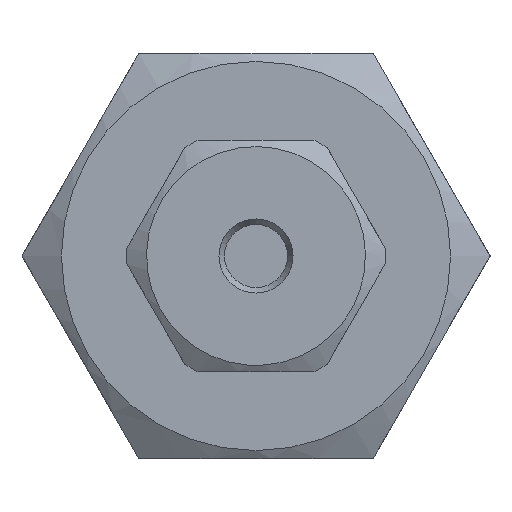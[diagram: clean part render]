
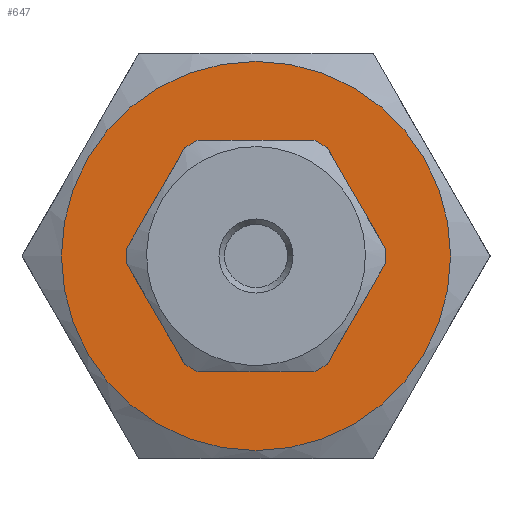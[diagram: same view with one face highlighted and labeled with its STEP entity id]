
A CAD part, left-side view. The second image highlights one B-rep face of the part: STEP entity #647.
In plain terms, the highlighted planar face has unit normal (-1, 0, 0).
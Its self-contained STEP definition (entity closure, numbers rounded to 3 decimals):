
#557=CARTESIAN_POINT('',(0.0,-2.45,0.0));
#558=VERTEX_POINT('',#557);
#559=CARTESIAN_POINT('',(0.0,0.0,0.0));
#560=DIRECTION('',(1.0,0.0,0.0));
#561=DIRECTION('',(0.0,-1.0,0.0));
#562=AXIS2_PLACEMENT_3D('',#559,#560,#561);
#563=CIRCLE('',#562,2.45);
#564=EDGE_CURVE('',#558,#558,#563,.T.);
#574=CARTESIAN_POINT('',(0.0,5.334,0.0));
#575=VERTEX_POINT('',#574);
#576=CARTESIAN_POINT('',(0.0,0.0,0.0));
#577=DIRECTION('',(1.0,0.0,0.0));
#578=DIRECTION('',(0.0,1.0,0.0));
#579=AXIS2_PLACEMENT_3D('',#576,#577,#578);
#580=CIRCLE('',#579,5.334);
#581=EDGE_CURVE('',#575,#575,#580,.T.);
#636=CARTESIAN_POINT('',(0.0,2.667,0.0));
#637=DIRECTION('',(-1.0,0.0,0.0));
#638=DIRECTION('',(0.0,0.0,1.0));
#639=AXIS2_PLACEMENT_3D('',#636,#637,#638);
#640=PLANE('',#639);
#641=ORIENTED_EDGE('',*,*,#581,.F.);
#642=EDGE_LOOP('',(#641));
#643=FACE_OUTER_BOUND('',#642,.T.);
#644=ORIENTED_EDGE('',*,*,#564,.T.);
#645=EDGE_LOOP('',(#644));
#646=FACE_BOUND('',#645,.T.);
#647=ADVANCED_FACE('',(#643,#646),#640,.T.);
